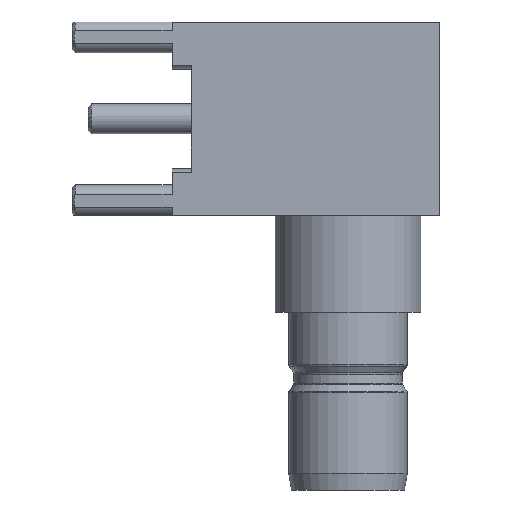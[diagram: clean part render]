
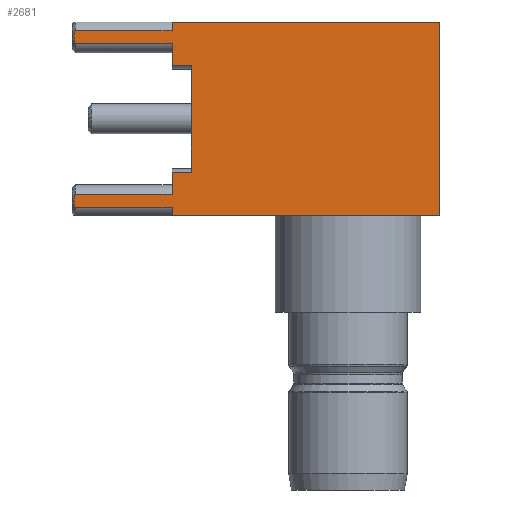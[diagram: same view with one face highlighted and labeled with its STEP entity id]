
A CAD part, front view. The second image highlights one B-rep face of the part: STEP entity #2681.
In plain terms, the highlighted planar face has unit normal (0, -1, 0).
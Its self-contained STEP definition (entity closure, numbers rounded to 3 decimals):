
#52 = VECTOR ( 'NONE', #1085, 1000. ) ;
#60 = CARTESIAN_POINT ( 'NONE',  ( -31.006, -6.081, 18.972 ) ) ;
#149 = VERTEX_POINT ( 'NONE', #2414 ) ;
#151 = LINE ( 'NONE', #1596, #1939 ) ;
#169 = DIRECTION ( 'NONE',  ( -1., 0., 0. ) ) ;
#183 = CARTESIAN_POINT ( 'NONE',  ( -31.606, -6.081, 19.664 ) ) ;
#243 = EDGE_CURVE ( 'NONE', #2035, #1386, #1617, .T. ) ;
#270 = FACE_OUTER_BOUND ( 'NONE', #1775, .T. ) ;
#276 = DIRECTION ( 'NONE',  ( 0., 0., -1. ) ) ;
#281 = LINE ( 'NONE', #914, #601 ) ;
#283 = VECTOR ( 'NONE', #169, 1000. ) ;
#295 = VERTEX_POINT ( 'NONE', #60 ) ;
#298 = CARTESIAN_POINT ( 'NONE',  ( -31.606, -6.081, 20.056 ) ) ;
#307 = EDGE_CURVE ( 'NONE', #810, #909, #1954, .T. ) ;
#326 = ORIENTED_EDGE ( 'NONE', *, *, #2595, .T. ) ;
#348 = LINE ( 'NONE', #2216, #1225 ) ;
#376 = EDGE_CURVE ( 'NONE', #1427, #810, #281, .T. ) ;
#398 = DIRECTION ( 'NONE',  ( 0., 0., -1. ) ) ;
#415 = CARTESIAN_POINT ( 'NONE',  ( -31.606, -6.081, 14.32 ) ) ;
#419 = CARTESIAN_POINT ( 'NONE',  ( -31.006, -6.081, 15.668 ) ) ;
#437 = ORIENTED_EDGE ( 'NONE', *, *, #698, .T. ) ;
#456 = CARTESIAN_POINT ( 'NONE',  ( -31.606, -6.081, 18.972 ) ) ;
#458 = EDGE_CURVE ( 'NONE', #1090, #2243, #542, .T. ) ;
#492 = EDGE_CURVE ( 'NONE', #909, #1090, #762, .T. ) ;
#518 = VERTEX_POINT ( 'NONE', #1003 ) ;
#538 = ORIENTED_EDGE ( 'NONE', *, *, #1660, .T. ) ;
#542 = LINE ( 'NONE', #989, #737 ) ;
#584 = CARTESIAN_POINT ( 'NONE',  ( -34.606, -6.081, 19.664 ) ) ;
#587 = CARTESIAN_POINT ( 'NONE',  ( -34.606, -6.081, 14.976 ) ) ;
#591 = CARTESIAN_POINT ( 'NONE',  ( -34.606, -6.081, 14.976 ) ) ;
#601 = VECTOR ( 'NONE', #937, 1000. ) ;
#609 = EDGE_CURVE ( 'NONE', #731, #518, #830, .T. ) ;
#653 = ORIENTED_EDGE ( 'NONE', *, *, #2359, .T. ) ;
#698 = EDGE_CURVE ( 'NONE', #2287, #295, #843, .T. ) ;
#731 = VERTEX_POINT ( 'NONE', #2466 ) ;
#737 = VECTOR ( 'NONE', #2451, 1000. ) ;
#762 = LINE ( 'NONE', #2027, #1513 ) ;
#769 = CARTESIAN_POINT ( 'NONE',  ( -34.646, -6.081, 19.792 ) ) ;
#783 = CARTESIAN_POINT ( 'NONE',  ( -34.631, -6.081, 19.726 ) ) ;
#793 = ORIENTED_EDGE ( 'NONE', *, *, #1288, .T. ) ;
#797 = CARTESIAN_POINT ( 'NONE',  ( -34.606, -6.081, 19.664 ) ) ;
#805 = CARTESIAN_POINT ( 'NONE',  ( -23.306, -6.081, 14.32 ) ) ;
#809 = DIRECTION ( 'NONE',  ( -1., 0., 0. ) ) ;
#810 = VERTEX_POINT ( 'NONE', #591 ) ;
#830 = LINE ( 'NONE', #419, #954 ) ;
#843 = LINE ( 'NONE', #872, #997 ) ;
#861 = VERTEX_POINT ( 'NONE', #1803 ) ;
#872 = CARTESIAN_POINT ( 'NONE',  ( -31.006, -6.081, 18.972 ) ) ;
#884 = ORIENTED_EDGE ( 'NONE', *, *, #1964, .F. ) ;
#898 = VERTEX_POINT ( 'NONE', #584 ) ;
#904 = LINE ( 'NONE', #2131, #2235 ) ;
#909 = VERTEX_POINT ( 'NONE', #1615 ) ;
#914 = CARTESIAN_POINT ( 'NONE',  ( -31.606, -6.081, 14.976 ) ) ;
#935 = CARTESIAN_POINT ( 'NONE',  ( -31.606, -6.081, 20.32 ) ) ;
#937 = DIRECTION ( 'NONE',  ( -1., 0., 0. ) ) ;
#940 = VERTEX_POINT ( 'NONE', #805 ) ;
#954 = VECTOR ( 'NONE', #2094, 1000. ) ;
#976 = VECTOR ( 'NONE', #1655, 1000. ) ;
#989 = CARTESIAN_POINT ( 'NONE',  ( -31.606, -6.081, 20.32 ) ) ;
#997 = VECTOR ( 'NONE', #1661, 1000. ) ;
#1003 = CARTESIAN_POINT ( 'NONE',  ( -31.606, -6.081, 15.668 ) ) ;
#1014 = LINE ( 'NONE', #1836, #2041 ) ;
#1032 = ORIENTED_EDGE ( 'NONE', *, *, #2144, .T. ) ;
#1034 = ORIENTED_EDGE ( 'NONE', *, *, #458, .T. ) ;
#1046 = CARTESIAN_POINT ( 'NONE',  ( -31.606, -6.081, 14.976 ) ) ;
#1075 = CARTESIAN_POINT ( 'NONE',  ( -34.646, -6.081, 14.848 ) ) ;
#1085 = DIRECTION ( 'NONE',  ( 0., 0., -1. ) ) ;
#1090 = VERTEX_POINT ( 'NONE', #2289 ) ;
#1098 = DIRECTION ( 'NONE',  ( 0., 0., 1. ) ) ;
#1150 = ORIENTED_EDGE ( 'NONE', *, *, #2211, .T. ) ;
#1178 = VERTEX_POINT ( 'NONE', #298 ) ;
#1183 = DIRECTION ( 'NONE',  ( -1., 0., 0. ) ) ;
#1225 = VECTOR ( 'NONE', #1183, 1000. ) ;
#1228 = DIRECTION ( 'NONE',  ( 0., 0., -1. ) ) ;
#1277 = CARTESIAN_POINT ( 'NONE',  ( -31.606, -6.081, 20.32 ) ) ;
#1288 = EDGE_CURVE ( 'NONE', #518, #1427, #151, .T. ) ;
#1352 = VECTOR ( 'NONE', #1228, 1000. ) ;
#1363 = CARTESIAN_POINT ( 'NONE',  ( -34.631, -6.081, 19.993 ) ) ;
#1386 = VERTEX_POINT ( 'NONE', #1625 ) ;
#1405 = CARTESIAN_POINT ( 'NONE',  ( -34.646, -6.081, 19.928 ) ) ;
#1415 = CARTESIAN_POINT ( 'NONE',  ( -34.646, -6.081, 14.712 ) ) ;
#1418 = EDGE_CURVE ( 'NONE', #861, #2287, #1907, .T. ) ;
#1427 = VERTEX_POINT ( 'NONE', #1046 ) ;
#1430 = CARTESIAN_POINT ( 'NONE',  ( -23.306, -6.081, 20.32 ) ) ;
#1513 = VECTOR ( 'NONE', #2422, 1000. ) ;
#1554 = B_SPLINE_CURVE_WITH_KNOTS ( 'NONE', 3,
 ( #2626, #1363, #1405, #769, #783, #797 ),
 .UNSPECIFIED., .F., .F.,
 ( 4, 2, 4 ),
 ( 0., 0., 0. ),
 .UNSPECIFIED. ) ;
#1596 = CARTESIAN_POINT ( 'NONE',  ( -31.606, -6.081, 20.32 ) ) ;
#1615 = CARTESIAN_POINT ( 'NONE',  ( -34.606, -6.081, 14.584 ) ) ;
#1617 = LINE ( 'NONE', #1870, #283 ) ;
#1620 = ORIENTED_EDGE ( 'NONE', *, *, #609, .T. ) ;
#1625 = CARTESIAN_POINT ( 'NONE',  ( -31.606, -6.081, 20.32 ) ) ;
#1628 = PLANE ( 'NONE',  #2369 ) ;
#1655 = DIRECTION ( 'NONE',  ( 1., 0., 0. ) ) ;
#1660 = EDGE_CURVE ( 'NONE', #1386, #1178, #2578, .T. ) ;
#1661 = DIRECTION ( 'NONE',  ( 1., 0., 0. ) ) ;
#1693 = VECTOR ( 'NONE', #1756, 1000. ) ;
#1756 = DIRECTION ( 'NONE',  ( 0., 0., -1. ) ) ;
#1759 = CARTESIAN_POINT ( 'NONE',  ( -34.631, -6.081, 14.646 ) ) ;
#1775 = EDGE_LOOP ( 'NONE', ( #1988, #2421, #2231, #1034, #2133, #884, #2478, #538, #1150, #1032, #326, #1839, #437, #653, #1620, #793 ) ) ;
#1803 = CARTESIAN_POINT ( 'NONE',  ( -31.606, -6.081, 19.664 ) ) ;
#1836 = CARTESIAN_POINT ( 'NONE',  ( -31.606, -6.081, 20.056 ) ) ;
#1839 = ORIENTED_EDGE ( 'NONE', *, *, #1418, .T. ) ;
#1870 = CARTESIAN_POINT ( 'NONE',  ( -23.306, -6.081, 20.32 ) ) ;
#1873 = DIRECTION ( 'NONE',  ( 0., 1., 0. ) ) ;
#1904 = CARTESIAN_POINT ( 'NONE',  ( -23.306, -6.081, 20.32 ) ) ;
#1907 = LINE ( 'NONE', #1277, #52 ) ;
#1939 = VECTOR ( 'NONE', #398, 1000. ) ;
#1950 = CARTESIAN_POINT ( 'NONE',  ( -34.606, -6.081, 14.584 ) ) ;
#1954 = B_SPLINE_CURVE_WITH_KNOTS ( 'NONE', 3,
 ( #587, #2097, #1075, #1415, #1759, #1950 ),
 .UNSPECIFIED., .F., .F.,
 ( 4, 2, 4 ),
 ( 0., 0., 0. ),
 .UNSPECIFIED. ) ;
#1964 = EDGE_CURVE ( 'NONE', #2035, #940, #2321, .T. ) ;
#1988 = ORIENTED_EDGE ( 'NONE', *, *, #376, .T. ) ;
#2027 = CARTESIAN_POINT ( 'NONE',  ( -31.606, -6.081, 14.584 ) ) ;
#2035 = VERTEX_POINT ( 'NONE', #2162 ) ;
#2041 = VECTOR ( 'NONE', #809, 1000. ) ;
#2094 = DIRECTION ( 'NONE',  ( -1., 0., 0. ) ) ;
#2097 = CARTESIAN_POINT ( 'NONE',  ( -34.631, -6.081, 14.913 ) ) ;
#2131 = CARTESIAN_POINT ( 'NONE',  ( -31.006, -6.081, 20.32 ) ) ;
#2133 = ORIENTED_EDGE ( 'NONE', *, *, #2188, .F. ) ;
#2144 = EDGE_CURVE ( 'NONE', #149, #898, #1554, .T. ) ;
#2162 = CARTESIAN_POINT ( 'NONE',  ( -23.306, -6.081, 20.32 ) ) ;
#2188 = EDGE_CURVE ( 'NONE', #940, #2243, #348, .T. ) ;
#2211 = EDGE_CURVE ( 'NONE', #1178, #149, #1014, .T. ) ;
#2216 = CARTESIAN_POINT ( 'NONE',  ( -23.306, -6.081, 14.32 ) ) ;
#2231 = ORIENTED_EDGE ( 'NONE', *, *, #492, .T. ) ;
#2235 = VECTOR ( 'NONE', #276, 1000. ) ;
#2243 = VERTEX_POINT ( 'NONE', #415 ) ;
#2279 = LINE ( 'NONE', #183, #976 ) ;
#2287 = VERTEX_POINT ( 'NONE', #456 ) ;
#2289 = CARTESIAN_POINT ( 'NONE',  ( -31.606, -6.081, 14.584 ) ) ;
#2321 = LINE ( 'NONE', #1904, #1352 ) ;
#2359 = EDGE_CURVE ( 'NONE', #295, #731, #904, .T. ) ;
#2369 = AXIS2_PLACEMENT_3D ( 'NONE', #1430, #1873, #1098 ) ;
#2414 = CARTESIAN_POINT ( 'NONE',  ( -34.606, -6.081, 20.056 ) ) ;
#2421 = ORIENTED_EDGE ( 'NONE', *, *, #307, .T. ) ;
#2422 = DIRECTION ( 'NONE',  ( 1., 0., 0. ) ) ;
#2451 = DIRECTION ( 'NONE',  ( 0., 0., -1. ) ) ;
#2466 = CARTESIAN_POINT ( 'NONE',  ( -31.006, -6.081, 15.668 ) ) ;
#2478 = ORIENTED_EDGE ( 'NONE', *, *, #243, .T. ) ;
#2578 = LINE ( 'NONE', #935, #1693 ) ;
#2595 = EDGE_CURVE ( 'NONE', #898, #861, #2279, .T. ) ;
#2626 = CARTESIAN_POINT ( 'NONE',  ( -34.606, -6.081, 20.056 ) ) ;
#2681 = ADVANCED_FACE ( 'NONE', ( #270 ), #1628, .F. ) ;
